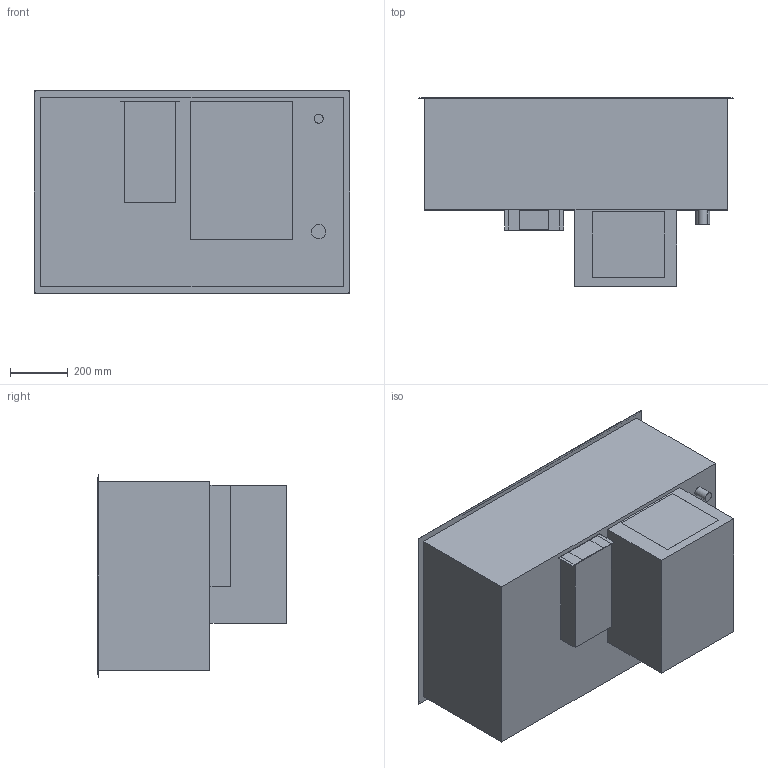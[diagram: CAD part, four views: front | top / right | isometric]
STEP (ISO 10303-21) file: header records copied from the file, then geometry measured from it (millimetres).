
FILE_DESCRIPTION(/* description */ ('vereinfachtes Modell'),/* implementation_level */ '2;1');
FILE_NAME(/* name */ '3D-AKE-00049936.stp',/* time_stamp */ '2025-01-08T15:13:37+01:00',/* author */ ('marina.schachner'),/* organization */ (''),/* preprocessor_version */ 'ST-DEVELOPER v20',/* originating_system */ 'Autodesk Inventor 2024',/* authorisation */ '');
FILE_SCHEMA (('AUTOMOTIVE_DESIGN { 1 0 10303 214 3 1 1 }'));
Length unit declared in the file: millimetre
Products named in the file (1): 3D-AKE-00049936
Bounding box: 1095 x 655 x 705 mm (x, y, z)
Volume: 213536658.9 mm3; surface area: 6661012.8 mm2
Topology: 13 solids, 13 shells, 86 faces, 170 edges, 112 vertices
Faces by surface type: plane 84, cylinder 2
Full cylindrical faces by diameter (mm): 32 x1, 50 x1
Entity records: 2197 total; most frequent: CARTESIAN_POINT 369, DIRECTION 348, ORIENTED_EDGE 340, EDGE_CURVE 170, LINE 166, VECTOR 166, VERTEX_POINT 112, AXIS2_PLACEMENT_3D 91
